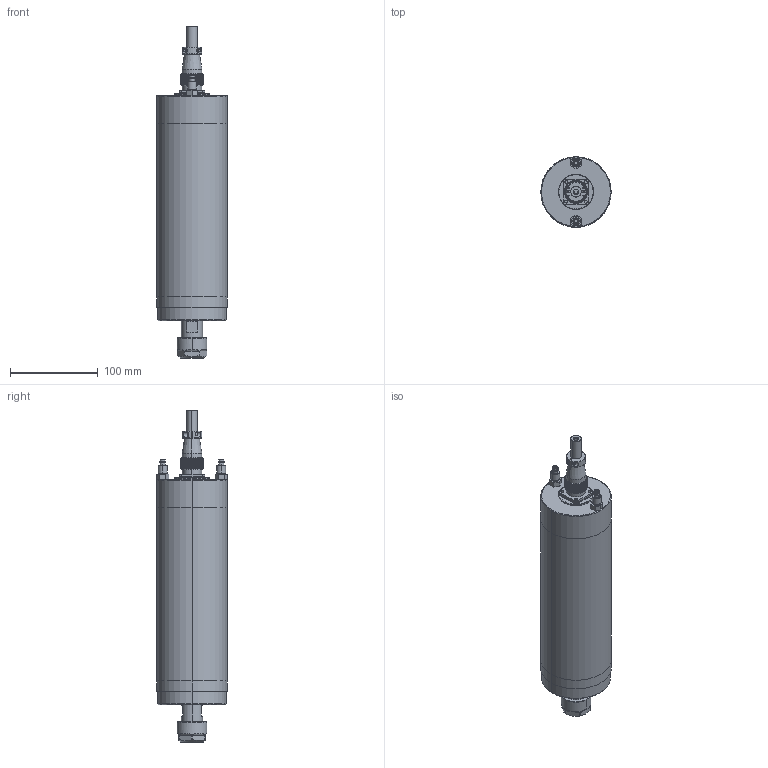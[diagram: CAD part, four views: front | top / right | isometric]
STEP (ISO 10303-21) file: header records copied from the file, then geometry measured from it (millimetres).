
FILE_DESCRIPTION (( 'STEP AP214' ), '1' );
FILE_NAME ('GDK80-12-24Z-1.2-2.4-4P.STEP', '2024-07-26T00:19:56', ( '00' ), ( '' ), 'SwSTEP 2.0', 'SolidWorks 2018', '' );
FILE_SCHEMA (( 'AUTOMOTIVE_DESIGN' ));
Length unit declared in the file: millimetre
Products named in the file (13): GDK80-12-24Z-1.2-2.4-4P; WS20瑤脣芛; GDK80-24Z-2.2堤盄釱; WS20瑤脣釱; ER20 粟俶芠標; GBT823_M3℅10; WS20瑤脣; GDK80-24Z-2.2粣芛; ER20蹟簽; GDK80-24Z-2.2滅鳥欶LDPRT; 阨郲30.5ㄗM8ㄘ; GDK80-24Z-2.2儂褲; GDK80-24Z-2.2粣創釱
Assembly tree (14 placements, depth 3):
  GDK80-12-24Z-1.2-2.4-4P
    GDK80-24Z-2.2儂褲
    GDK80-24Z-2.2堤盄釱
    GDK80-24Z-2.2粣創釱
    GDK80-24Z-2.2滅鳥欶LDPRT
    GDK80-24Z-2.2粣芛
    ER20 粟俶芠標
    ER20蹟簽
    阨郲30.5ㄗM8ㄘ  x2
    WS20瑤脣
      WS20瑤脣釱
      WS20瑤脣芛
      GBT823_M3℅10  x2
Bounding box: 80 x 80.36 x 377.8 mm (x, y, z)
Volume: 1273971.5 mm3; surface area: 142978.9 mm2
Topology: 18 solids, 18 shells, 3215 faces, 7950 edges, 5241 vertices
Faces by surface type: plane 1318, cone 1035, cylinder 810, torus 21, bspline 19, sphere 12
Entity records: 101742 total; most frequent: CARTESIAN_POINT 25156, ORIENTED_EDGE 15612, DIRECTION 14608, EDGE_CURVE 7806, AXIS2_PLACEMENT_3D 5923, VERTEX_POINT 5171, EDGE_LOOP 3699, ADVANCED_FACE 3162
